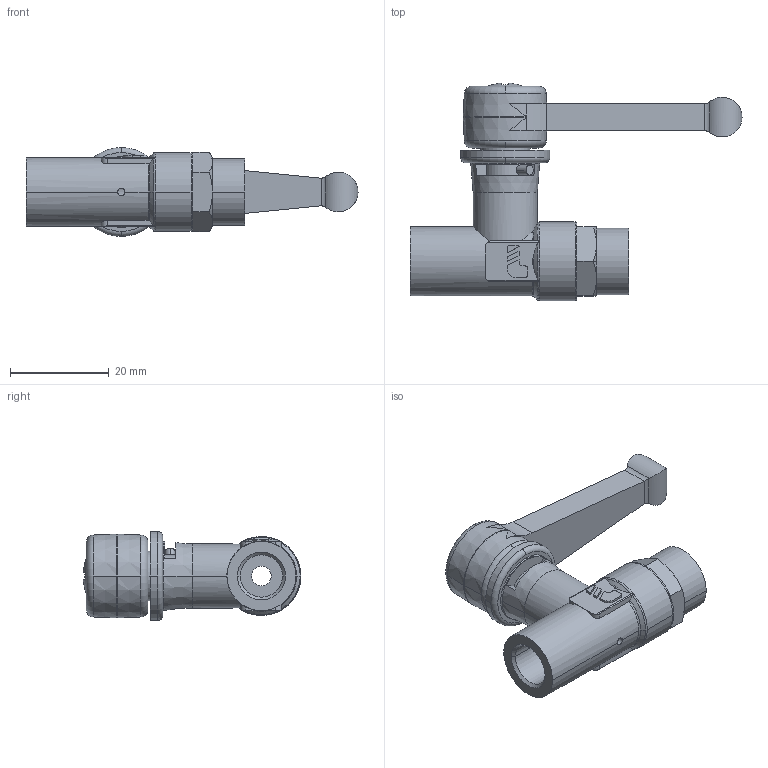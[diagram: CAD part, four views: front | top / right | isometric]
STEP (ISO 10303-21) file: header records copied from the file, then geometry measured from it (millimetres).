
FILE_DESCRIPTION(('STEP AP214'),'1');
FILE_NAME('0469_04_10.stp','2016-07-07T14:23:52',('TraceParts'),('TraceParts S.A.'),'Spatial InterOp 3D',' ',' ');
FILE_SCHEMA(('automotive_design'));
Length unit declared in the file: millimetre
Products named in the file (1): 1
Bounding box: 67.3 x 44.16 x 18 mm (x, y, z)
Volume: 13030.1 mm3; surface area: 6241.2 mm2
Topology: 1 solids, 1 shells, 175 faces, 451 edges, 289 vertices
Faces by surface type: plane 70, cylinder 53, cone 26, torus 25, sphere 1
Entity records: 6346 total; most frequent: CARTESIAN_POINT 2046, DIRECTION 929, ORIENTED_EDGE 902, EDGE_CURVE 451, AXIS2_PLACEMENT_3D 380, VERTEX_POINT 289, CIRCLE 196, EDGE_LOOP 190
